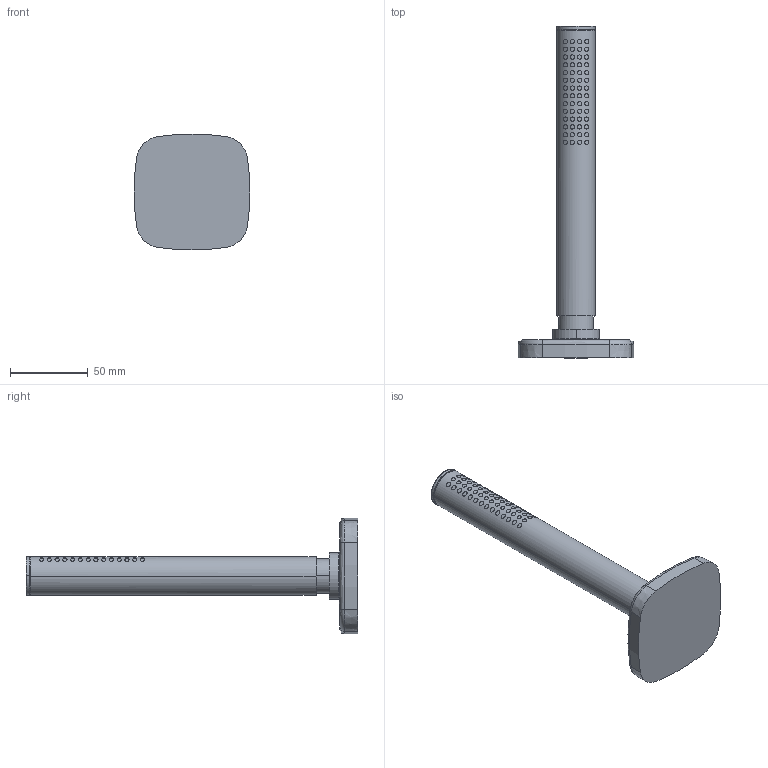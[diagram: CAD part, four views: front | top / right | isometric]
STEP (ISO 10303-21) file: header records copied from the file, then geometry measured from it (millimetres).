
FILE_DESCRIPTION (( 'STEP AP203' ), '1' );
FILE_NAME ('57281000(2021).STEP', '2020-11-17T09:44:20', ( '' ), ( '' ), 'SwSTEP 2.0', 'SolidWorks 2016', '' );
FILE_SCHEMA (( 'CONFIG_CONTROL_DESIGN' ));
Length unit declared in the file: millimetre
Products named in the file (1): 57281000(2021)
Bounding box: 74.62 x 213.8 x 74.62 mm (x, y, z)
Volume: 165166.6 mm3; surface area: 35132.3 mm2
Topology: 4 solids, 4 shells, 107 faces, 222 edges, 182 vertices
Faces by surface type: bspline 77, cylinder 12, plane 10, cone 8
Entity records: 12419 total; most frequent: CARTESIAN_POINT 10453, ORIENTED_EDGE 444, EDGE_CURVE 222, VERTEX_POINT 182, DIRECTION 178, EDGE_LOOP 166, B_SPLINE_CURVE_WITH_KNOTS 148, FACE_OUTER_BOUND 107
